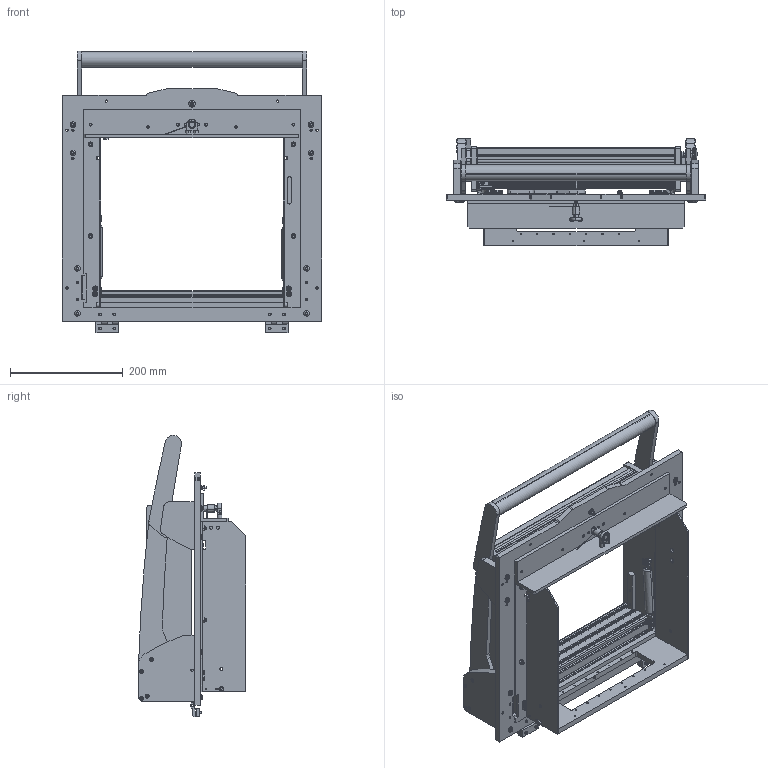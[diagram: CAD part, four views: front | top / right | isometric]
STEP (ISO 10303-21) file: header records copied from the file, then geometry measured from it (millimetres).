
FILE_DESCRIPTION (( 'STEP AP214' ), '1' );
FILE_NAME ('43530~3.STEP', '2018-10-18T08:38:59', ( '' ), ( '' ), 'SwSTEP 2.0', 'SolidWorks 2018', '' );
FILE_SCHEMA (( 'AUTOMOTIVE_DESIGN' ));
Length unit declared in the file: millimetre
Products named in the file (223): 53829~0_KUNDE<S>; 57801~2_S; 31109~0; 31194~0; 48565~1_S; DIN7991~n; 30915~0; 49317~0; DIN7991~n_M05,0x016; ISO7380~n; ASR~-a-s-r_拱04,2x07x拌8; 31788~0; 53828~0; K_02037~0; 39059_Knopf~0_S; 43495~0; 43493~1; DIN912~n; 37188~1_S; 39059_Knopf~0; DIN6325~n; DIN125~n; 35714~3; 43582~5; 2281~0; 53031~0; 43494~1_KUNDE<S>; K_02038~0; K_02037~0_Standard ohne Dyn Punkt<Standard>; 39059~0_S; 43577~0; 57801~2; DIN6325~n_04,0m6x014; 2528~0; ASR~-a-s-r; 48565~1; 35649~1_S; 34328~1; 48728~1_S; 43199~2 ...
Assembly tree (157 placements, depth 3):
  31109~0
  31194~0
  DIN7991~n
  49317~0
  ISO7380~n
Bounding box: 460 x 190.1 x 499.83 mm (x, y, z)
Volume: 3352500 mm3; surface area: 1408854.2 mm2
Topology: 155 solids, 155 shells, 3877 faces, 9763 edges, 6214 vertices
Faces by surface type: plane 1570, cylinder 1485, cone 604, bspline 89, sphere 72, torus 57
Entity records: 89280 total; most frequent: CARTESIAN_POINT 14704, DIRECTION 13697, ORIENTED_EDGE 12466, EDGE_CURVE 6233, AXIS2_PLACEMENT_3D 5159, VERTEX_POINT 4000, LINE 3379, VECTOR 3379
